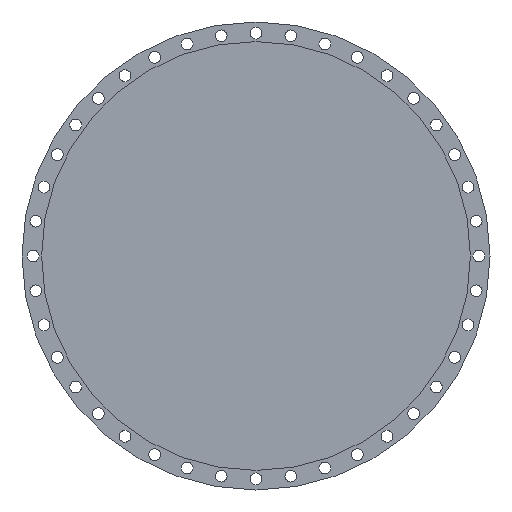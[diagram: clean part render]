
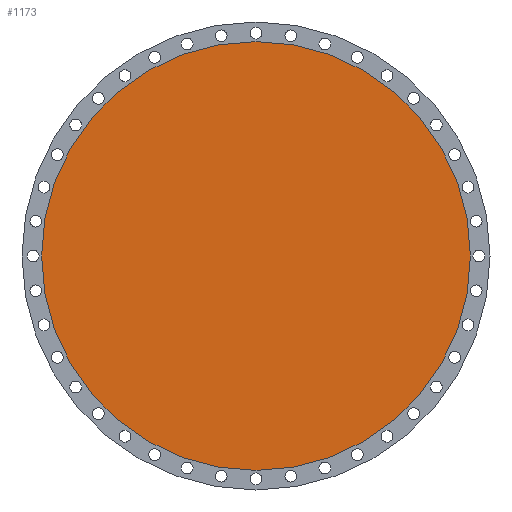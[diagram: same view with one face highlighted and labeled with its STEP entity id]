
A CAD part, left-side view. The second image highlights one B-rep face of the part: STEP entity #1173.
In plain terms, the highlighted planar face has unit normal (-1, 0, 0).
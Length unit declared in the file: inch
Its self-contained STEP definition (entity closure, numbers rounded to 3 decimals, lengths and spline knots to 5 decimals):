
#1 = FACE_OUTER_BOUND ( 'NONE', #1863, .T. ) ;
#42 = CARTESIAN_POINT ( 'NONE',  ( 0., 0., 0. ) ) ;
#222 = AXIS2_PLACEMENT_3D ( 'NONE', #42, #1263, #3006 ) ;
#255 = PLANE ( 'NONE',  #222 ) ;
#328 = CARTESIAN_POINT ( 'NONE',  ( 0., 0., 0. ) ) ;
#365 = CARTESIAN_POINT ( 'NONE',  ( 0., 0., 18.125 ) ) ;
#545 = AXIS2_PLACEMENT_3D ( 'NONE', #328, #2073, #591 ) ;
#591 = DIRECTION ( 'NONE',  ( 0., 0., 1. ) ) ;
#1108 = VERTEX_POINT ( 'NONE', #365 ) ;
#1146 = CARTESIAN_POINT ( 'NONE',  ( 0., 0., 0. ) ) ;
#1173 = ADVANCED_FACE ( 'NONE', ( #1 ), #255, .T. ) ;
#1263 = DIRECTION ( 'NONE',  ( -1., 0., 0. ) ) ;
#1287 = AXIS2_PLACEMENT_3D ( 'NONE', #1146, #2133, #3123 ) ;
#1766 = EDGE_CURVE ( 'NONE', #1108, #2461, #2521, .T. ) ;
#1863 = EDGE_LOOP ( 'NONE', ( #3016, #1893 ) ) ;
#1893 = ORIENTED_EDGE ( 'NONE', *, *, #2033, .T. ) ;
#2033 = EDGE_CURVE ( 'NONE', #2461, #1108, #3200, .T. ) ;
#2073 = DIRECTION ( 'NONE',  ( -1., 0., 0. ) ) ;
#2133 = DIRECTION ( 'NONE',  ( -1., 0., 0. ) ) ;
#2461 = VERTEX_POINT ( 'NONE', #2914 ) ;
#2521 = CIRCLE ( 'NONE', #545, 18.125 ) ;
#2914 = CARTESIAN_POINT ( 'NONE',  ( 0., 0., -18.125 ) ) ;
#3006 = DIRECTION ( 'NONE',  ( 0., 0., 1. ) ) ;
#3016 = ORIENTED_EDGE ( 'NONE', *, *, #1766, .T. ) ;
#3123 = DIRECTION ( 'NONE',  ( 0., 0., 1. ) ) ;
#3200 = CIRCLE ( 'NONE', #1287, 18.125 ) ;
